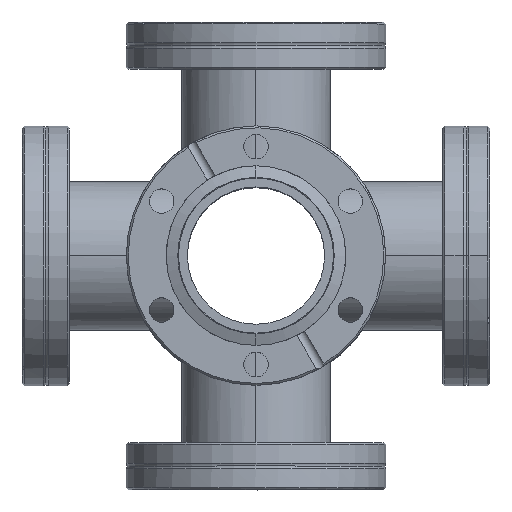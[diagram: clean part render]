
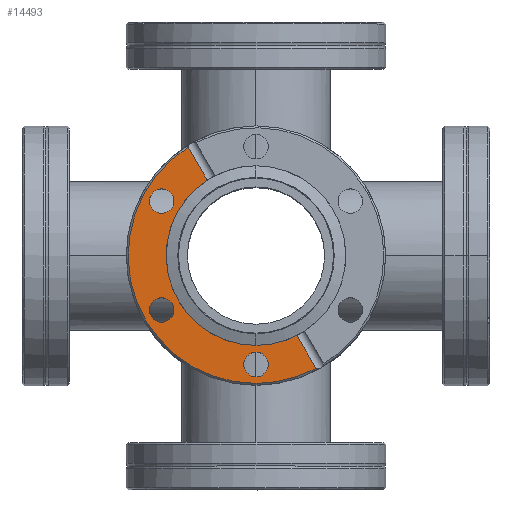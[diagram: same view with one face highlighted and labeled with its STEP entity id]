
A CAD part, top view. The second image highlights one B-rep face of the part: STEP entity #14493.
In plain terms, the highlighted planar face has unit normal (0, 0, 1).
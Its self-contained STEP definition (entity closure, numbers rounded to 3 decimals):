
#93 = CARTESIAN_POINT ( 'NONE',  ( 22.832, -41.946, 63. ) ) ;
#155 = CIRCLE ( 'NONE', #10511, 24.2 ) ;
#449 = DIRECTION ( 'NONE',  ( 0., 0., 1. ) ) ;
#565 = CARTESIAN_POINT ( 'NONE',  ( 11.046, -21.532, 63. ) ) ;
#796 = CARTESIAN_POINT ( 'NONE',  ( 22.832, -41.946, 63. ) ) ;
#1198 = CARTESIAN_POINT ( 'NONE',  ( 0., -32.65, 63. ) ) ;
#1240 = EDGE_CURVE ( 'NONE', #13035, #15446, #12384, .T. ) ;
#1260 = CIRCLE ( 'NONE', #13401, 3.3 ) ;
#1408 = VERTEX_POINT ( 'NONE', #5698 ) ;
#1523 = EDGE_CURVE ( 'NONE', #7316, #3329, #12723, .T. ) ;
#1554 = CIRCLE ( 'NONE', #1805, 34.45 ) ;
#1596 = DIRECTION ( 'NONE',  ( 0., 0., 1. ) ) ;
#1805 = AXIS2_PLACEMENT_3D ( 'NONE', #2395, #11198, #3669 ) ;
#2131 = DIRECTION ( 'NONE',  ( -0.5, 0.866, 0. ) ) ;
#2395 = CARTESIAN_POINT ( 'NONE',  ( 0., 0., 63. ) ) ;
#2500 = FACE_BOUND ( 'NONE', #6433, .T. ) ;
#2903 = CIRCLE ( 'NONE', #7004, 3.3 ) ;
#3016 = EDGE_CURVE ( 'NONE', #8129, #14490, #7731, .T. ) ;
#3196 = CARTESIAN_POINT ( 'NONE',  ( -25.418, 11.375, 63. ) ) ;
#3276 = ORIENTED_EDGE ( 'NONE', *, *, #4180, .F. ) ;
#3293 = ORIENTED_EDGE ( 'NONE', *, *, #5471, .T. ) ;
#3329 = VERTEX_POINT ( 'NONE', #565 ) ;
#3497 = ORIENTED_EDGE ( 'NONE', *, *, #5893, .T. ) ;
#3624 = LINE ( 'NONE', #93, #13273 ) ;
#3669 = DIRECTION ( 'NONE',  ( 0., 1., 0. ) ) ;
#3741 = AXIS2_PLACEMENT_3D ( 'NONE', #6517, #15332, #7760 ) ;
#3932 = ORIENTED_EDGE ( 'NONE', *, *, #8036, .T. ) ;
#4180 = EDGE_CURVE ( 'NONE', #14490, #8129, #1260, .T. ) ;
#4195 = CIRCLE ( 'NONE', #3741, 24.2 ) ;
#4609 = CARTESIAN_POINT ( 'NONE',  ( 0., -34.45, 63. ) ) ;
#4634 = AXIS2_PLACEMENT_3D ( 'NONE', #14674, #7101, #15940 ) ;
#4810 = ORIENTED_EDGE ( 'NONE', *, *, #11447, .F. ) ;
#4921 = DIRECTION ( 'NONE',  ( 0., 0., 1. ) ) ;
#4937 = CARTESIAN_POINT ( 'NONE',  ( 0., 0., 63. ) ) ;
#5003 = DIRECTION ( 'NONE',  ( 0., 0., 1. ) ) ;
#5264 = EDGE_CURVE ( 'NONE', #15446, #13035, #11378, .T. ) ;
#5317 = EDGE_CURVE ( 'NONE', #8543, #12671, #155, .T. ) ;
#5471 = EDGE_CURVE ( 'NONE', #12875, #7316, #1554, .T. ) ;
#5594 = ORIENTED_EDGE ( 'NONE', *, *, #1240, .F. ) ;
#5698 = CARTESIAN_POINT ( 'NONE',  ( -25.418, -11.375, 63. ) ) ;
#5846 = FACE_BOUND ( 'NONE', #11496, .T. ) ;
#5893 = EDGE_CURVE ( 'NONE', #9461, #12875, #6595, .T. ) ;
#5972 = DIRECTION ( 'NONE',  ( 0., 0., 1. ) ) ;
#6194 = DIRECTION ( 'NONE',  ( 0., 1., 0. ) ) ;
#6288 = CARTESIAN_POINT ( 'NONE',  ( 0., 18.5, 63. ) ) ;
#6433 = EDGE_LOOP ( 'NONE', ( #4810, #10888 ) ) ;
#6517 = CARTESIAN_POINT ( 'NONE',  ( 0., 0., 63. ) ) ;
#6595 = CIRCLE ( 'NONE', #15167, 34.45 ) ;
#6656 = DIRECTION ( 'NONE',  ( 0., 0., 1. ) ) ;
#6829 = ORIENTED_EDGE ( 'NONE', *, *, #1523, .T. ) ;
#7004 = AXIS2_PLACEMENT_3D ( 'NONE', #7947, #449, #9240 ) ;
#7101 = DIRECTION ( 'NONE',  ( 0., 0., 1. ) ) ;
#7316 = VERTEX_POINT ( 'NONE', #11238 ) ;
#7515 = DIRECTION ( 'NONE',  ( 0., -1., 0. ) ) ;
#7731 = CIRCLE ( 'NONE', #8388, 3.3 ) ;
#7760 = DIRECTION ( 'NONE',  ( 0., 1., 0. ) ) ;
#7944 = CARTESIAN_POINT ( 'NONE',  ( -18.254, 29.216, 63. ) ) ;
#7947 = CARTESIAN_POINT ( 'NONE',  ( -25.418, -14.675, 63. ) ) ;
#8036 = EDGE_CURVE ( 'NONE', #8543, #9461, #3624, .T. ) ;
#8129 = VERTEX_POINT ( 'NONE', #9100 ) ;
#8388 = AXIS2_PLACEMENT_3D ( 'NONE', #12456, #4921, #13720 ) ;
#8543 = VERTEX_POINT ( 'NONE', #15139 ) ;
#8761 = PLANE ( 'NONE',  #11032 ) ;
#8880 = DIRECTION ( 'NONE',  ( -0.5, 0.866, 0. ) ) ;
#9083 = CARTESIAN_POINT ( 'NONE',  ( -25.418, 14.675, 63. ) ) ;
#9099 = ORIENTED_EDGE ( 'NONE', *, *, #3016, .F. ) ;
#9100 = CARTESIAN_POINT ( 'NONE',  ( 0., -26.05, 63. ) ) ;
#9181 = FACE_OUTER_BOUND ( 'NONE', #11217, .T. ) ;
#9240 = DIRECTION ( 'NONE',  ( 0., 1., 0. ) ) ;
#9279 = CARTESIAN_POINT ( 'NONE',  ( 0., -24.2, 63. ) ) ;
#9456 = ORIENTED_EDGE ( 'NONE', *, *, #5317, .F. ) ;
#9461 = VERTEX_POINT ( 'NONE', #7944 ) ;
#9891 = EDGE_CURVE ( 'NONE', #12671, #3329, #4195, .T. ) ;
#10345 = DIRECTION ( 'NONE',  ( 0., 1., 0. ) ) ;
#10511 = AXIS2_PLACEMENT_3D ( 'NONE', #13513, #5972, #14778 ) ;
#10888 = ORIENTED_EDGE ( 'NONE', *, *, #13183, .F. ) ;
#11032 = AXIS2_PLACEMENT_3D ( 'NONE', #6288, #15094, #7515 ) ;
#11176 = CARTESIAN_POINT ( 'NONE',  ( -25.418, -17.975, 63. ) ) ;
#11197 = CARTESIAN_POINT ( 'NONE',  ( -25.418, 17.975, 63. ) ) ;
#11198 = DIRECTION ( 'NONE',  ( 0., 0., 1. ) ) ;
#11217 = EDGE_LOOP ( 'NONE', ( #3497, #3293, #6829, #15958, #9456, #3932 ) ) ;
#11238 = CARTESIAN_POINT ( 'NONE',  ( 16.175, -30.416, 63. ) ) ;
#11378 = CIRCLE ( 'NONE', #4634, 3.3 ) ;
#11447 = EDGE_CURVE ( 'NONE', #1408, #13544, #2903, .T. ) ;
#11496 = EDGE_LOOP ( 'NONE', ( #5594, #14066 ) ) ;
#12384 = CIRCLE ( 'NONE', #15300, 3.3 ) ;
#12456 = CARTESIAN_POINT ( 'NONE',  ( 0., -29.35, 63. ) ) ;
#12554 = CARTESIAN_POINT ( 'NONE',  ( 0., -29.35, 63. ) ) ;
#12671 = VERTEX_POINT ( 'NONE', #9279 ) ;
#12723 = LINE ( 'NONE', #796, #15682 ) ;
#12875 = VERTEX_POINT ( 'NONE', #4609 ) ;
#13035 = VERTEX_POINT ( 'NONE', #11197 ) ;
#13183 = EDGE_CURVE ( 'NONE', #13544, #1408, #14213, .T. ) ;
#13273 = VECTOR ( 'NONE', #8880, 1000. ) ;
#13401 = AXIS2_PLACEMENT_3D ( 'NONE', #12554, #5003, #13814 ) ;
#13513 = CARTESIAN_POINT ( 'NONE',  ( 0., 0., 63. ) ) ;
#13544 = VERTEX_POINT ( 'NONE', #11176 ) ;
#13688 = EDGE_LOOP ( 'NONE', ( #9099, #3276 ) ) ;
#13720 = DIRECTION ( 'NONE',  ( 0., 1., 0. ) ) ;
#13736 = DIRECTION ( 'NONE',  ( 0., 0., 1. ) ) ;
#13814 = DIRECTION ( 'NONE',  ( 0., 1., 0. ) ) ;
#14066 = ORIENTED_EDGE ( 'NONE', *, *, #5264, .F. ) ;
#14213 = CIRCLE ( 'NONE', #16003, 3.3 ) ;
#14216 = CARTESIAN_POINT ( 'NONE',  ( -25.418, -14.675, 63. ) ) ;
#14490 = VERTEX_POINT ( 'NONE', #1198 ) ;
#14493 = ADVANCED_FACE ( 'NONE', ( #15492, #2500, #5846, #9181 ), #8761, .F. ) ;
#14674 = CARTESIAN_POINT ( 'NONE',  ( -25.418, 14.675, 63. ) ) ;
#14778 = DIRECTION ( 'NONE',  ( 0., 1., 0. ) ) ;
#15094 = DIRECTION ( 'NONE',  ( 0., 0., -1. ) ) ;
#15139 = CARTESIAN_POINT ( 'NONE',  ( -13.124, 20.332, 63. ) ) ;
#15167 = AXIS2_PLACEMENT_3D ( 'NONE', #4937, #13736, #6194 ) ;
#15300 = AXIS2_PLACEMENT_3D ( 'NONE', #9083, #1596, #10345 ) ;
#15332 = DIRECTION ( 'NONE',  ( 0., 0., 1. ) ) ;
#15446 = VERTEX_POINT ( 'NONE', #3196 ) ;
#15478 = DIRECTION ( 'NONE',  ( 0., 1., 0. ) ) ;
#15492 = FACE_BOUND ( 'NONE', #13688, .T. ) ;
#15682 = VECTOR ( 'NONE', #2131, 1000. ) ;
#15940 = DIRECTION ( 'NONE',  ( 0., 1., 0. ) ) ;
#15958 = ORIENTED_EDGE ( 'NONE', *, *, #9891, .F. ) ;
#16003 = AXIS2_PLACEMENT_3D ( 'NONE', #14216, #6656, #15478 ) ;
